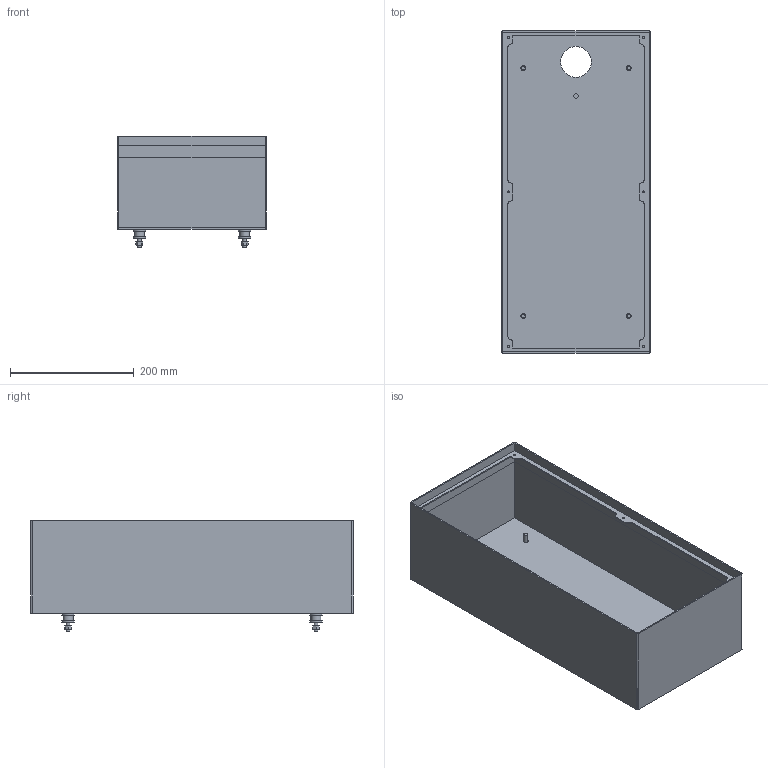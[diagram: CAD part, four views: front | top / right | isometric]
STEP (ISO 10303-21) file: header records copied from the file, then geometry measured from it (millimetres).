
FILE_DESCRIPTION (( 'STEP AP203' ), '1' );
FILE_NAME ('01A0532335Q-操作面板箱(PPC9100).STEP', '2023-09-28T08:01:15', ( '' ), ( '' ), 'SwSTEP 2.0', 'SolidWorks 2018', '' );
FILE_SCHEMA (( 'CONFIG_CONTROL_DESIGN' ));
Length unit declared in the file: millimetre
Products named in the file (1): 01A0532335Q-操作面板箱(PPC9100)
Bounding box: 240 x 520 x 180 mm (x, y, z)
Volume: 790029.2 mm3; surface area: 730119.9 mm2
Topology: 9 solids, 9 shells, 155 faces, 341 edges, 225 vertices
Faces by surface type: plane 91, cylinder 56, cone 8
Full cylindrical faces by diameter (mm): 3.3 x6, 5 x4, 6 x8, 7 x1, 8 x4, 16 x4, 20 x8, 50 x1
Entity records: 4507 total; most frequent: CARTESIAN_POINT 1108, DIRECTION 680, ORIENTED_EDGE 592, EDGE_CURVE 296, AXIS2_PLACEMENT_3D 276, EDGE_LOOP 250, VERTEX_POINT 224, FACE_OUTER_BOUND 191
